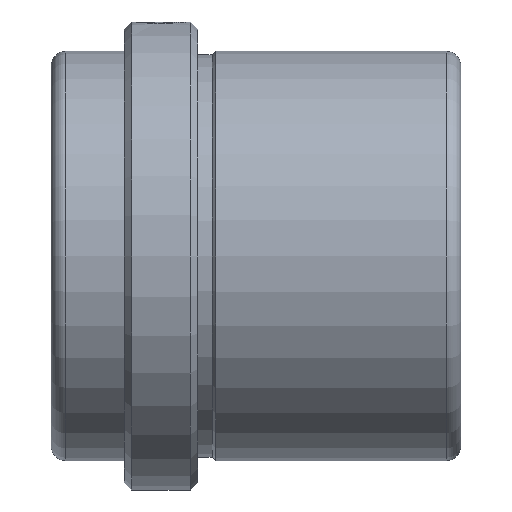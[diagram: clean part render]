
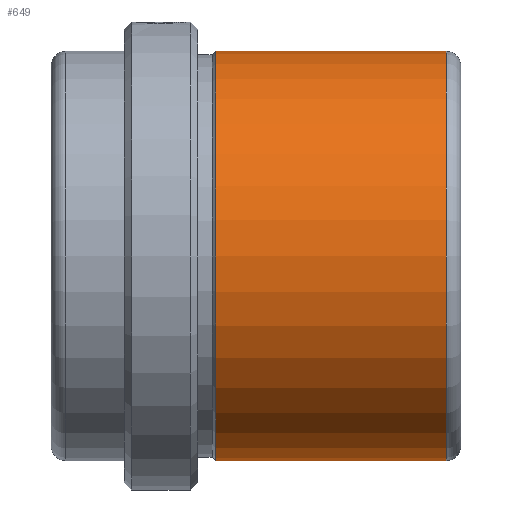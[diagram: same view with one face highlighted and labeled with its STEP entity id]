
A CAD part, left-side view. The second image highlights one B-rep face of the part: STEP entity #649.
In plain terms, the highlighted cylindrical face has radius 14 mm (diameter 28 mm), a partial arc.
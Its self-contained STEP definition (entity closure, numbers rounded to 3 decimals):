
#61 = AXIS2_PLACEMENT_3D ( 'NONE', #1385, #251, #1082 ) ;
#122 = ORIENTED_EDGE ( 'NONE', *, *, #1669, .F. ) ;
#251 = DIRECTION ( 'NONE',  ( 0., -1., 0. ) ) ;
#265 = VERTEX_POINT ( 'NONE', #4635 ) ;
#298 = FACE_OUTER_BOUND ( 'NONE', #4269, .T. ) ;
#643 = DIRECTION ( 'NONE',  ( 0., -1., 0. ) ) ;
#649 = ADVANCED_FACE ( 'NONE', ( #298 ), #5349, .T. ) ;
#827 = CARTESIAN_POINT ( 'NONE',  ( -4.209, 2.75, 14. ) ) ;
#1082 = DIRECTION ( 'NONE',  ( 0., 0., -1. ) ) ;
#1084 = ORIENTED_EDGE ( 'NONE', *, *, #1596, .F. ) ;
#1166 = VERTEX_POINT ( 'NONE', #2755 ) ;
#1206 = VERTEX_POINT ( 'NONE', #4027 ) ;
#1309 = DIRECTION ( 'NONE',  ( 0., -1., 0. ) ) ;
#1385 = CARTESIAN_POINT ( 'NONE',  ( -4.209, -0.226, 0. ) ) ;
#1395 = VECTOR ( 'NONE', #2986, 1000. ) ;
#1592 = ORIENTED_EDGE ( 'NONE', *, *, #4642, .T. ) ;
#1596 = EDGE_CURVE ( 'NONE', #1206, #265, #3714, .T. ) ;
#1623 = CIRCLE ( 'NONE', #2185, 14. ) ;
#1669 = EDGE_CURVE ( 'NONE', #2249, #1206, #2618, .T. ) ;
#2095 = CARTESIAN_POINT ( 'NONE',  ( -4.209, -0.226, -14. ) ) ;
#2185 = AXIS2_PLACEMENT_3D ( 'NONE', #3015, #3032, #3462 ) ;
#2249 = VERTEX_POINT ( 'NONE', #827 ) ;
#2618 = LINE ( 'NONE', #4217, #1395 ) ;
#2710 = CARTESIAN_POINT ( 'NONE',  ( -4.209, -13., 0. ) ) ;
#2755 = CARTESIAN_POINT ( 'NONE',  ( -4.209, 2.75, -14. ) ) ;
#2927 = VECTOR ( 'NONE', #1309, 1000. ) ;
#2986 = DIRECTION ( 'NONE',  ( 0., -1., 0. ) ) ;
#3015 = CARTESIAN_POINT ( 'NONE',  ( -4.209, 2.75, 0. ) ) ;
#3032 = DIRECTION ( 'NONE',  ( 0., -1., 0. ) ) ;
#3462 = DIRECTION ( 'NONE',  ( 0., 0., -1. ) ) ;
#3557 = EDGE_CURVE ( 'NONE', #2249, #1166, #1623, .T. ) ;
#3689 = AXIS2_PLACEMENT_3D ( 'NONE', #2710, #643, #5168 ) ;
#3714 = CIRCLE ( 'NONE', #3689, 14. ) ;
#4027 = CARTESIAN_POINT ( 'NONE',  ( -4.209, -13., 14. ) ) ;
#4217 = CARTESIAN_POINT ( 'NONE',  ( -4.209, -0.226, 14. ) ) ;
#4269 = EDGE_LOOP ( 'NONE', ( #122, #4662, #1592, #1084 ) ) ;
#4635 = CARTESIAN_POINT ( 'NONE',  ( -4.209, -13., -14. ) ) ;
#4642 = EDGE_CURVE ( 'NONE', #1166, #265, #5333, .T. ) ;
#4662 = ORIENTED_EDGE ( 'NONE', *, *, #3557, .T. ) ;
#5168 = DIRECTION ( 'NONE',  ( 0., 0., -1. ) ) ;
#5333 = LINE ( 'NONE', #2095, #2927 ) ;
#5349 = CYLINDRICAL_SURFACE ( 'NONE', #61, 14. ) ;
